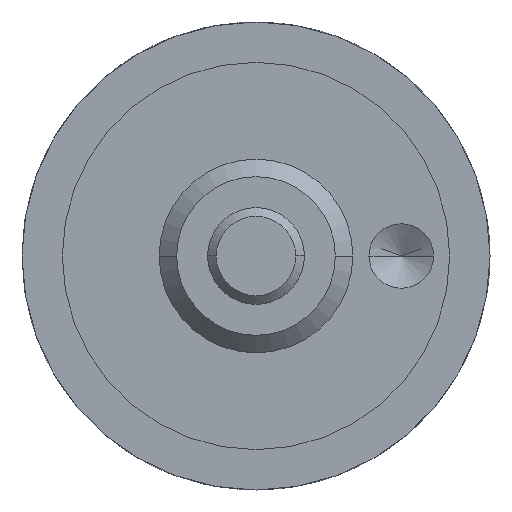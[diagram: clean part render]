
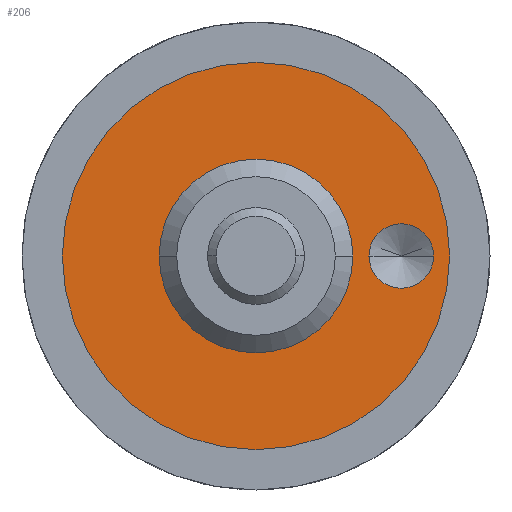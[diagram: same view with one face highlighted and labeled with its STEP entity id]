
A CAD part, front view. The second image highlights one B-rep face of the part: STEP entity #206.
In plain terms, the highlighted planar face has unit normal (0, -1, 0).
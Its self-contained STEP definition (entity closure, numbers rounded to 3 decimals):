
#206=ADVANCED_FACE('',(#443,#444,#445),#446,.T.);
#443=FACE_BOUND('',#731,.T.);
#444=FACE_BOUND('',#732,.T.);
#445=FACE_OUTER_BOUND('',#733,.T.);
#446=PLANE('',#734);
#731=EDGE_LOOP('',(#1181,#1182));
#732=EDGE_LOOP('',(#1183,#1184));
#733=EDGE_LOOP('',(#1185,#1186));
#734=AXIS2_PLACEMENT_3D('',#1187,#1188,#1189);
#1181=ORIENTED_EDGE('',*,*,#1681,.T.);
#1182=ORIENTED_EDGE('',*,*,#1614,.T.);
#1183=ORIENTED_EDGE('',*,*,#1690,.T.);
#1184=ORIENTED_EDGE('',*,*,#1589,.T.);
#1185=ORIENTED_EDGE('',*,*,#1584,.F.);
#1186=ORIENTED_EDGE('',*,*,#1693,.F.);
#1187=CARTESIAN_POINT('',(3.0,0.0,0.0));
#1188=DIRECTION('',(-0.0,-1.0,-0.0));
#1189=DIRECTION('',(-1.0,0.0,0.0));
#1584=EDGE_CURVE('',#1846,#1849,#1850,.T.);
#1589=EDGE_CURVE('',#1858,#1855,#1859,.T.);
#1614=EDGE_CURVE('',#1891,#1894,#1896,.T.);
#1681=EDGE_CURVE('',#1894,#1891,#1993,.T.);
#1690=EDGE_CURVE('',#1855,#1858,#2002,.T.);
#1693=EDGE_CURVE('',#1849,#1846,#2005,.T.);
#1846=VERTEX_POINT('',#2214);
#1849=VERTEX_POINT('',#2218);
#1850=CIRCLE('',#2219,6.0);
#1855=VERTEX_POINT('',#2225);
#1858=VERTEX_POINT('',#2229);
#1859=CIRCLE('',#2230,2.459);
#1891=VERTEX_POINT('',#2271);
#1894=VERTEX_POINT('',#2275);
#1896=CIRCLE('',#2278,1.0);
#1993=CIRCLE('',#2597,1.0);
#2002=CIRCLE('',#2606,2.459);
#2005=CIRCLE('',#2609,6.0);
#2214=CARTESIAN_POINT('',(6.0,0.0,0.0));
#2218=CARTESIAN_POINT('',(-6.0,0.0,0.));
#2219=AXIS2_PLACEMENT_3D('',#3374,#3375,#3376);
#2225=CARTESIAN_POINT('',(2.459,0.0,0.0));
#2229=CARTESIAN_POINT('',(-2.459,0.0,0.));
#2230=AXIS2_PLACEMENT_3D('',#3382,#3383,#3384);
#2271=CARTESIAN_POINT('',(3.5,0.0,0.));
#2275=CARTESIAN_POINT('',(5.5,0.,0.));
#2278=AXIS2_PLACEMENT_3D('',#3420,#3421,#3422);
#2597=AXIS2_PLACEMENT_3D('',#3489,#3490,#3491);
#2606=AXIS2_PLACEMENT_3D('',#3498,#3499,#3500);
#2609=AXIS2_PLACEMENT_3D('',#3504,#3505,#3506);
#3374=CARTESIAN_POINT('',(0.0,0.0,0.0));
#3375=DIRECTION('',(-0.0,1.0,0.0));
#3376=DIRECTION('',(1.0,0.0,0.0));
#3382=CARTESIAN_POINT('',(0.0,0.0,0.0));
#3383=DIRECTION('',(-0.0,1.0,0.0));
#3384=DIRECTION('',(1.0,0.0,0.0));
#3420=CARTESIAN_POINT('',(4.5,0.,0.0));
#3421=DIRECTION('',(0.0,1.0,0.0));
#3422=DIRECTION('',(-1.0,0.0,0.0));
#3489=CARTESIAN_POINT('',(4.5,0.,0.0));
#3490=DIRECTION('',(0.0,1.0,0.0));
#3491=DIRECTION('',(-1.0,0.0,0.0));
#3498=CARTESIAN_POINT('',(0.0,0.0,0.0));
#3499=DIRECTION('',(-0.0,1.0,0.0));
#3500=DIRECTION('',(1.0,0.0,0.0));
#3504=CARTESIAN_POINT('',(0.0,0.0,0.0));
#3505=DIRECTION('',(-0.0,1.0,0.0));
#3506=DIRECTION('',(1.0,0.0,0.0));
